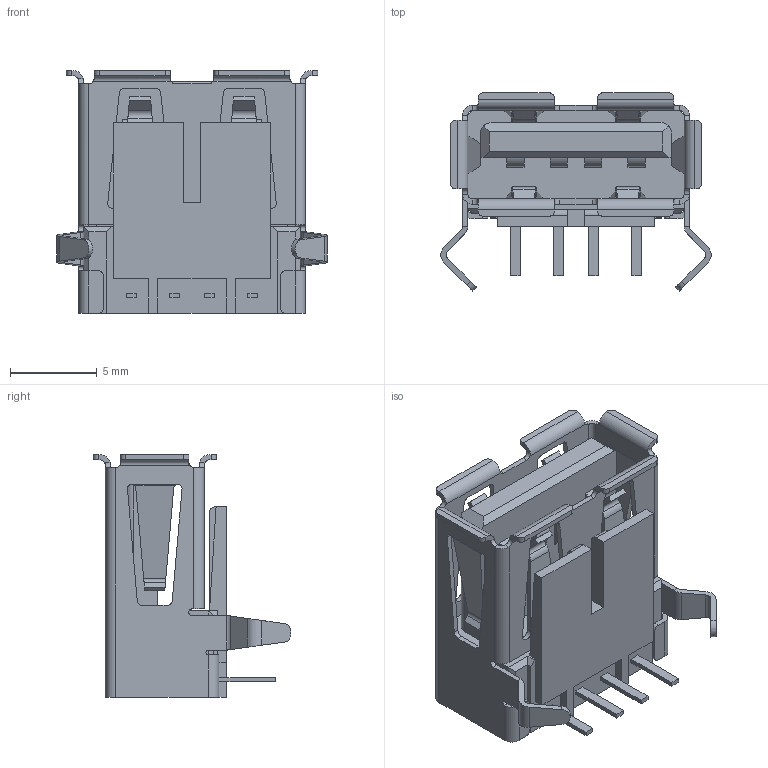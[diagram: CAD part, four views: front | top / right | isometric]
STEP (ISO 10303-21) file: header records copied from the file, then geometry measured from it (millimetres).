
FILE_DESCRIPTION((''),'2;1');
FILE_NAME('C-1903814-1','2011-07-28T',('workeradm'),(''),'PRO/ENGINEER BY PARAMETRIC TECHNOLOGY CORPORATION, 2010430','PRO/ENGINEER BY PARAMETRIC TECHNOLOGY CORPORATION, 2010430','');
FILE_SCHEMA(('AUTOMOTIVE_DESIGN { 1 0 10303 214 1 1 1 1 }'));
Length unit declared in the file: millimetre
Products named in the file (1): C-1903814-1
Bounding box: 15.6 x 11.42 x 14 mm (x, y, z)
Volume: 751.3 mm3; surface area: 1402.5 mm2
Topology: 1 solids, 1 shells, 341 faces, 966 edges, 630 vertices
Faces by surface type: plane 211, cylinder 128, bspline 2
Entity records: 12892 total; most frequent: CARTESIAN_POINT 3904, ORIENTED_EDGE 1932, DIRECTION 1692, EDGE_CURVE 966, VECTOR 662, LINE 662, VERTEX_POINT 630, AXIS2_PLACEMENT_3D 515
